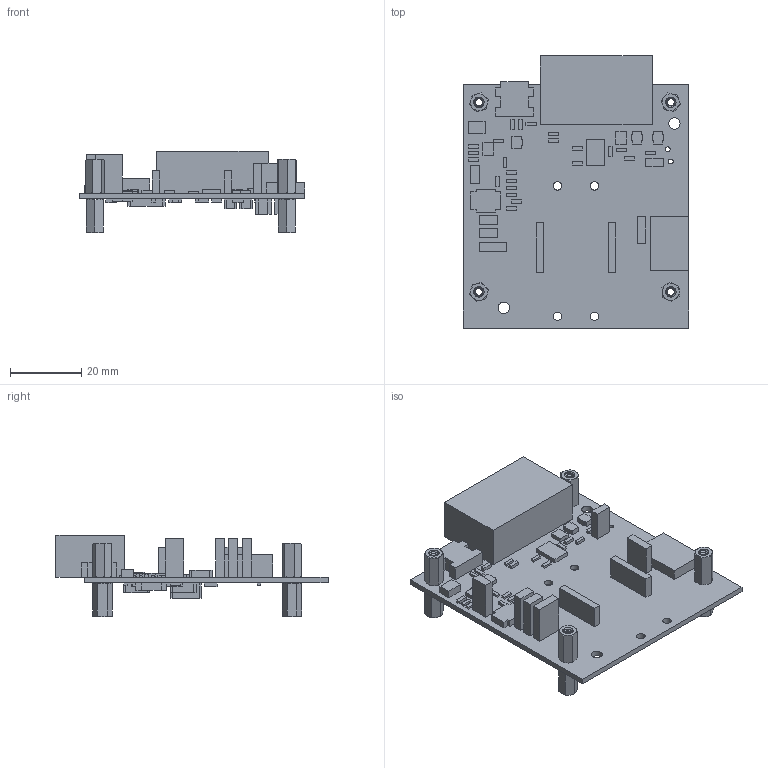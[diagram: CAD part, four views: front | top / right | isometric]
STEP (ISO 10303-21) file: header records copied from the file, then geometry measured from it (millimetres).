
FILE_DESCRIPTION (( 'STEP AP214' ), '1' );
FILE_NAME ('NDS-1.STEP', '2012-01-25T21:22:26', ( 'Mr7' ), ( 'Mr7' ), 'SwSTEP 2.0', 'SolidWorks 2010', '' );
FILE_SCHEMA (( 'AUTOMOTIVE_DESIGN' ));
Length unit declared in the file: inch
Products named in the file (1): NDS-1
Bounding box: 63.5 x 76.53 x 22.96 mm (x, y, z)
Surface area: 17046.2 mm2 (no closed solid volume)
Topology: 0 solids, 70 shells, 576 faces, 1532 edges, 1023 vertices
Faces by surface type: plane 440, cylinder 63, cone 57, bspline 16
Full cylindrical faces by diameter (mm): 0.889 x2, 0.89 x14, 1.092 x29, 1.346 x2, 2.388 x4, 3.175 x4
Entity records: 34953 total; most frequent: CARTESIAN_POINT 14001, DIRECTION 2560, ORIENTED_EDGE 2448, EDGE_CURVE 1458, VECTOR 1060, LINE 1060, VERTEX_POINT 1013, EDGE_LOOP 764
